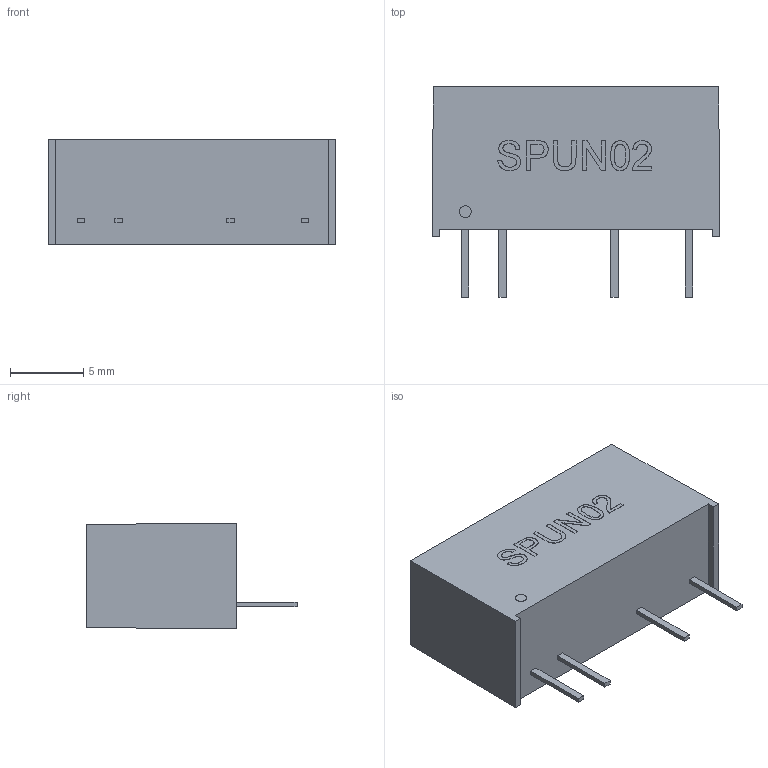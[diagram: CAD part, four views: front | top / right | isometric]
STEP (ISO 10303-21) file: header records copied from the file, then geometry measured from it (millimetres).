
FILE_DESCRIPTION (( 'STEP AP203' ), '1' );
FILE_NAME ('SPUN02 2020.05.26.STEP', '2020-05-26T06:48:16', ( '' ), ( '' ), 'SwSTEP 2.0', 'SolidWorks 2017', '' );
FILE_SCHEMA (( 'CONFIG_CONTROL_DESIGN' ));
Length unit declared in the file: millimetre
Products named in the file (2): SPUN02 2020.05.26
Bounding box: 19.6 x 14.3 x 7.2 mm (x, y, z)
Volume: 1350.9 mm3; surface area: 839.7 mm2
Topology: 1 solids, 1 shells, 114 faces, 297 edges, 198 vertices
Faces by surface type: plane 69, bspline 43, cylinder 2
Entity records: 6106 total; most frequent: CARTESIAN_POINT 3438, ORIENTED_EDGE 594, DIRECTION 361, EDGE_CURVE 297, LINE 207, VECTOR 207, VERTEX_POINT 198, EDGE_LOOP 127
